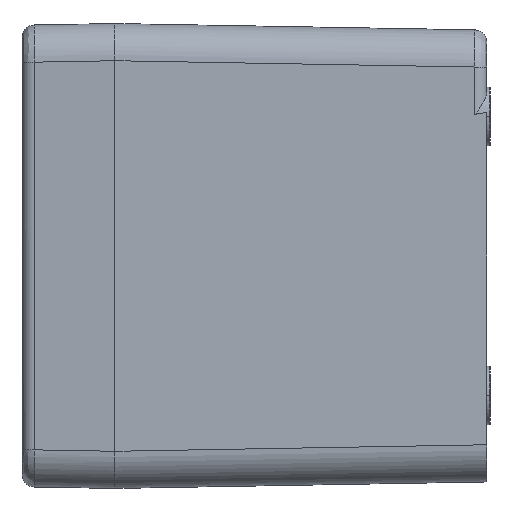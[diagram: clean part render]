
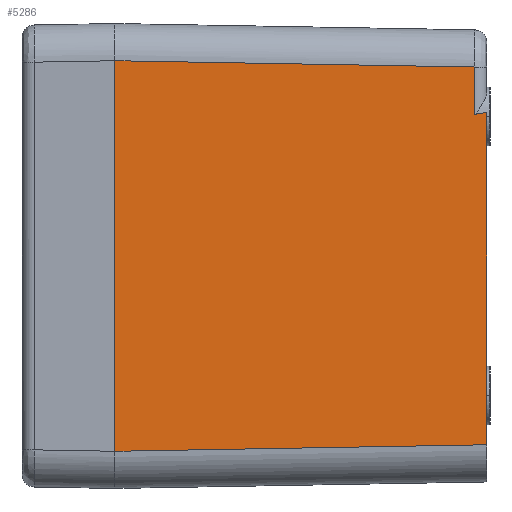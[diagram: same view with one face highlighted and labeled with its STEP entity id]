
A CAD part, left-side view. The second image highlights one B-rep face of the part: STEP entity #5286.
In plain terms, the highlighted planar face has unit normal (-1, -0.018, 0).
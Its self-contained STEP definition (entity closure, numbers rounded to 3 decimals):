
#324=CARTESIAN_POINT('',(-95.,0.,31.501));
#335=DIRECTION('',(0.,0.,-1.));
#336=VECTOR('',#335,63.002);
#337=CARTESIAN_POINT('',(-95.,0.,31.501));
#338=LINE('',#337,#336);
#348=CARTESIAN_POINT('',(-95.,0.,-31.501));
#2351=CARTESIAN_POINT('',(-93.953,-60.,-30.454));
#2362=DIRECTION('',(0.,0.,-1.));
#2363=VECTOR('',#2362,7.285);
#2364=CARTESIAN_POINT('',(-93.953,-60.,-23.169));
#2365=LINE('',#2364,#2363);
#2385=DIRECTION('',(0.,0.,-1.));
#2386=VECTOR('',#2385,43.663);
#2387=CARTESIAN_POINT('',(-93.953,-60.,21.831));
#2388=LINE('',#2387,#2386);
#2537=DIRECTION('',(0.,0.,-1.));
#2538=VECTOR('',#2537,7.637);
#2539=CARTESIAN_POINT('',(-93.987,-58.035,
30.488));
#2540=LINE('',#2539,#2538);
#2544=CARTESIAN_POINT('',(-93.987,-58.035,
22.851));
#2545=CARTESIAN_POINT('',(-93.976,-58.682,
23.003));
#2546=CARTESIAN_POINT('',(-93.964,-59.341,
23.088));
#2547=CARTESIAN_POINT('',(-93.953,-60.,23.169));
#2552=DIRECTION('',(0.,0.,-1.));
#2553=VECTOR('',#2552,1.337);
#2554=CARTESIAN_POINT('',(-93.953,-60.,23.169));
#2555=LINE('',#2554,#2553);
#2559=DIRECTION('',(0.,0.,-1.));
#2560=VECTOR('',#2559,1.337);
#2561=CARTESIAN_POINT('',(-93.953,-60.,-21.831));
#2562=LINE('',#2561,#2560);
#2566=DIRECTION('',(0.017,-1.,0.017));
#2567=VECTOR('',#2566,60.018);
#2568=CARTESIAN_POINT('',(-95.,0.,-31.501));
#2569=LINE('',#2568,#2567);
#2573=DIRECTION('',(0.017,-1.,-0.017));
#2574=VECTOR('',#2573,58.053);
#2575=CARTESIAN_POINT('',(-95.,0.,31.501));
#2576=LINE('',#2575,#2574);
#2681=CARTESIAN_POINT('',(-93.987,-58.035,
30.488));
#3010=VERTEX_POINT('',#324);
#3019=VERTEX_POINT('',#2351);
#3023=VERTEX_POINT('',#348);
#3048=CARTESIAN_POINT('',(-93.953,-60.,21.831));
#3050=VERTEX_POINT('',#3048);
#3063=CARTESIAN_POINT('',(-93.953,-60.,-21.831));
#3065=VERTEX_POINT('',#3063);
#3066=CARTESIAN_POINT('',(-93.953,-60.,-23.169));
#3067=VERTEX_POINT('',#3066);
#3083=VERTEX_POINT('',#2681);
#3084=CARTESIAN_POINT('',(-93.987,-58.035,
22.851));
#3085=VERTEX_POINT('',#3084);
#3149=VERTEX_POINT('',#2547);
#5268=CARTESIAN_POINT('',(-95.,0.,-41.06));
#5269=DIRECTION('',(-1.,-0.017,0.));
#5270=DIRECTION('',(0.,0.,1.));
#5271=AXIS2_PLACEMENT_3D('',#5268,#5269,#5270);
#5272=PLANE('',#5271);
#5273=ORIENTED_EDGE('',*,*,#5260,.T.);
#5274=ORIENTED_EDGE('',*,*,#4995,.T.);
#5275=ORIENTED_EDGE('',*,*,#5045,.T.);
#5276=ORIENTED_EDGE('',*,*,#5110,.T.);
#5277=ORIENTED_EDGE('',*,*,#5032,.T.);
#5278=ORIENTED_EDGE('',*,*,#5104,.T.);
#5280=ORIENTED_EDGE('',*,*,#5279,.F.);
#5281=ORIENTED_EDGE('',*,*,#3213,.F.);
#5283=ORIENTED_EDGE('',*,*,#5282,.T.);
#5284=EDGE_LOOP('',(#5273,#5274,#5275,#5276,#5277,#5278,#5280,#5281,#5283));
#5285=FACE_OUTER_BOUND('',#5284,.F.);
#5286=ADVANCED_FACE('',(#5285),#5272,.T.);
#2548=B_SPLINE_CURVE_WITH_KNOTS('',3,(#2544,#2545,#2546,#2547),.UNSPECIFIED.,
.F.,.F.,(4,4),(0.,1.),.UNSPECIFIED.);
#3213=EDGE_CURVE('',#3010,#3023,#338,.T.);
#4995=EDGE_CURVE('',#3085,#3149,#2548,.T.);
#5032=EDGE_CURVE('',#3065,#3067,#2562,.T.);
#5045=EDGE_CURVE('',#3149,#3050,#2555,.T.);
#5104=EDGE_CURVE('',#3067,#3019,#2365,.T.);
#5110=EDGE_CURVE('',#3050,#3065,#2388,.T.);
#5260=EDGE_CURVE('',#3083,#3085,#2540,.T.);
#5279=EDGE_CURVE('',#3023,#3019,#2569,.T.);
#5282=EDGE_CURVE('',#3010,#3083,#2576,.T.);
